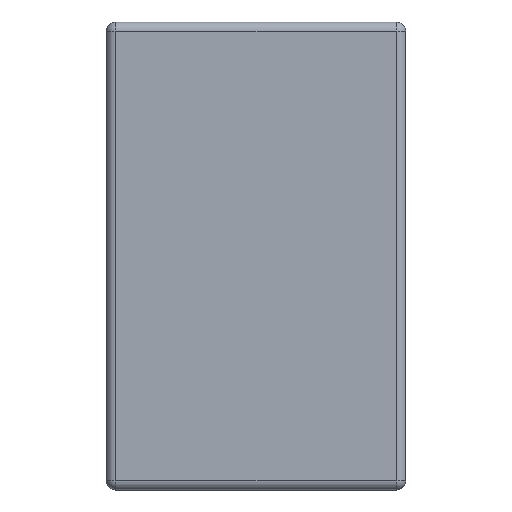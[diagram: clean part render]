
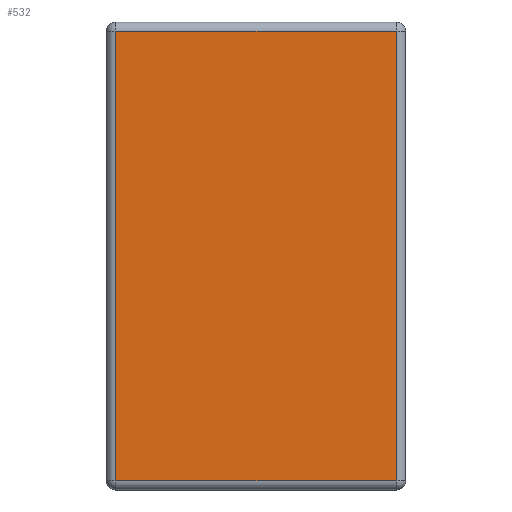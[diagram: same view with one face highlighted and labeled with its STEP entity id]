
A CAD part, left-side view. The second image highlights one B-rep face of the part: STEP entity #532.
In plain terms, the highlighted planar face has unit normal (-1, 0, 0).
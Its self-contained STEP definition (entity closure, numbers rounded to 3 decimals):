
#517 = EDGE_CURVE ( 'NONE', #518, #525, #926, .T. ) ;
#518 = VERTEX_POINT ( 'NONE', #922 ) ;
#523 = ORIENTED_EDGE ( 'NONE', *, *, #517, .T. ) ;
#525 = VERTEX_POINT ( 'NONE', #961 ) ;
#528 = ORIENTED_EDGE ( 'NONE', *, *, #529, .T. ) ;
#529 = EDGE_CURVE ( 'NONE', #531, #518, #997, .T. ) ;
#530 = EDGE_LOOP ( 'NONE', ( #528, #523, #557, #548 ) ) ;
#531 = VERTEX_POINT ( 'NONE', #993 ) ;
#532 = ADVANCED_FACE ( 'NONE', ( #992 ), #976, .F. ) ;
#548 = ORIENTED_EDGE ( 'NONE', *, *, #551, .T. ) ;
#551 = EDGE_CURVE ( 'NONE', #552, #531, #1043, .T. ) ;
#552 = VERTEX_POINT ( 'NONE', #1039 ) ;
#556 = EDGE_CURVE ( 'NONE', #525, #552, #1077, .T. ) ;
#557 = ORIENTED_EDGE ( 'NONE', *, *, #556, .T. ) ;
#922 = CARTESIAN_POINT ( 'NONE',  ( -1.6, 1.55, 1.2 ) ) ;
#923 = DIRECTION ( 'NONE',  ( 0., 0., -1. ) ) ;
#924 = VECTOR ( 'NONE', #923, 1000. ) ;
#925 = CARTESIAN_POINT ( 'NONE',  ( -1.6, 1.55, 1.25 ) ) ;
#926 = LINE ( 'NONE', #925, #924 ) ;
#961 = CARTESIAN_POINT ( 'NONE',  ( -1.6, 1.55, -1.2 ) ) ;
#972 = DIRECTION ( 'NONE',  ( 0., 0., -1. ) ) ;
#973 = DIRECTION ( 'NONE',  ( 1., 0., 0. ) ) ;
#974 = CARTESIAN_POINT ( 'NONE',  ( -1.6, 1.6, 1.25 ) ) ;
#975 = AXIS2_PLACEMENT_3D ( 'NONE', #974, #973, #972 ) ;
#976 = PLANE ( 'NONE',  #975 ) ;
#992 = FACE_OUTER_BOUND ( 'NONE', #530, .T. ) ;
#993 = CARTESIAN_POINT ( 'NONE',  ( -1.6, 0.05, 1.2 ) ) ;
#994 = DIRECTION ( 'NONE',  ( 0., 1., 0. ) ) ;
#995 = VECTOR ( 'NONE', #994, 1000. ) ;
#996 = CARTESIAN_POINT ( 'NONE',  ( -1.6, 1.6, 1.2 ) ) ;
#997 = LINE ( 'NONE', #996, #995 ) ;
#1039 = CARTESIAN_POINT ( 'NONE',  ( -1.6, 0.05, -1.2 ) ) ;
#1040 = DIRECTION ( 'NONE',  ( 0., 0., 1. ) ) ;
#1041 = VECTOR ( 'NONE', #1040, 1000. ) ;
#1042 = CARTESIAN_POINT ( 'NONE',  ( -1.6, 0.05, 1.25 ) ) ;
#1043 = LINE ( 'NONE', #1042, #1041 ) ;
#1074 = DIRECTION ( 'NONE',  ( 0., -1., 0. ) ) ;
#1075 = VECTOR ( 'NONE', #1074, 1000. ) ;
#1076 = CARTESIAN_POINT ( 'NONE',  ( -1.6, 1.6, -1.2 ) ) ;
#1077 = LINE ( 'NONE', #1076, #1075 ) ;
